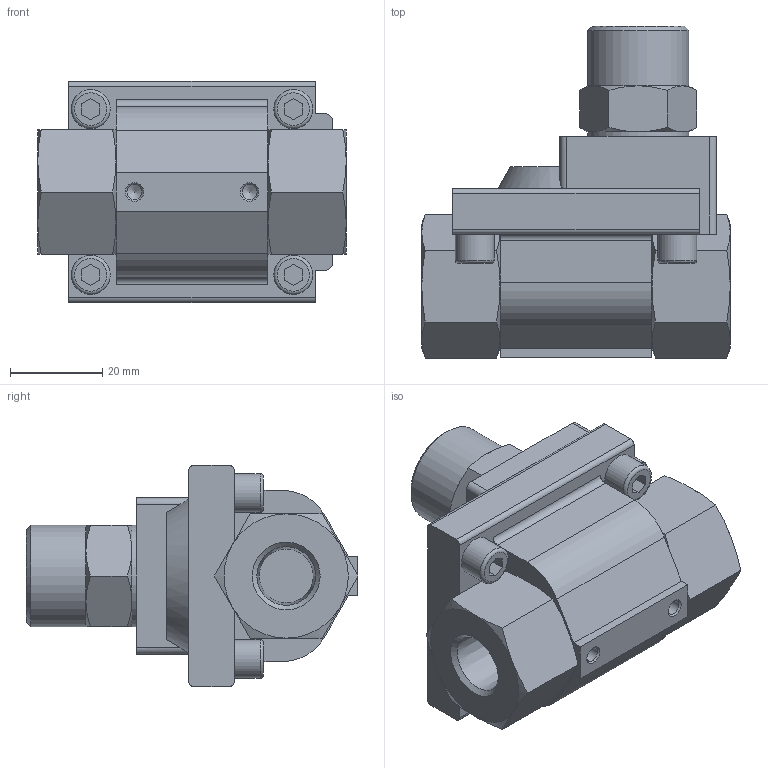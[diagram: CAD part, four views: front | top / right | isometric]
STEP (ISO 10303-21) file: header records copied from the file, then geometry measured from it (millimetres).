
FILE_DESCRIPTION(/* description */ ('STEP AP214'),/* implementation_level */ '2;1');
FILE_NAME(/* name */ '34922_VLX-2-1_4-MS-NPT',/* time_stamp */ '2024-09-16T15:40:19+02:00',/* author */ ('License CC BY-ND 4.0'),/* organization */ ('CADENAS'),/* preprocessor_version */ 'ST-DEVELOPER v19.3',/* originating_system */ 'PARTsolutions',/* authorisation */ ' ');
FILE_SCHEMA (('AUTOMOTIVE_DESIGN {1 0 10303 214 3 1 1}'));
Length unit declared in the file: millimetre
Products named in the file (1): 34922 VLX-2-1/4-MS-NPT
Bounding box: 67 x 72.09 x 48 mm (x, y, z)
Volume: 94638.2 mm3; surface area: 18335.5 mm2
Topology: 1 solids, 1 shells, 149 faces, 364 edges, 229 vertices
Faces by surface type: plane 79, cone 45, cylinder 21, torus 4
Full cylindrical faces by diameter (mm): 3.242 x2, 4.134 x1, 8.46 x4, 22 x2
Entity records: 5303 total; most frequent: CARTESIAN_POINT 946, ORIENTED_EDGE 668, DIRECTION 648, EDGE_CURVE 334, AXIS2_PLACEMENT_3D 240, VERTEX_POINT 224, FACE_BOUND 186, EDGE_LOOP 184
